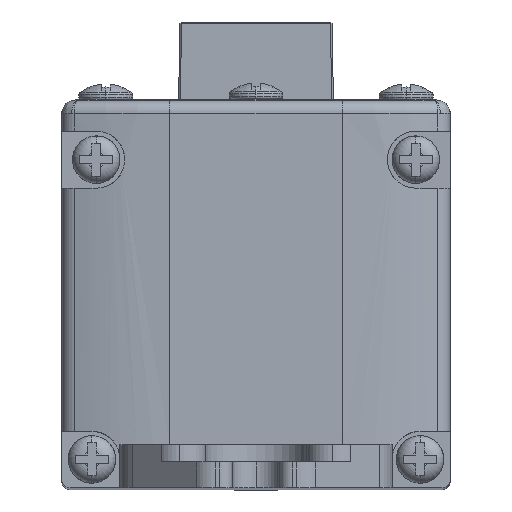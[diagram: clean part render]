
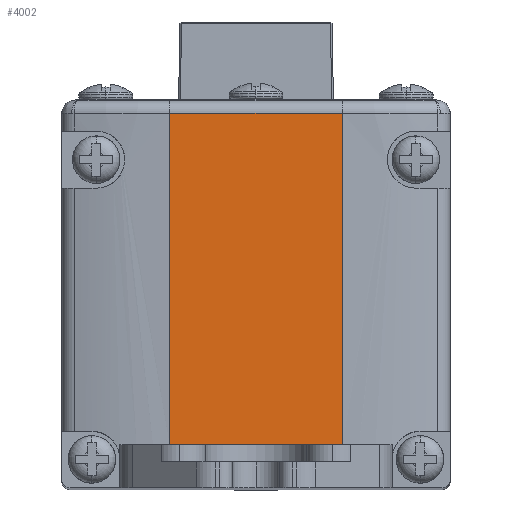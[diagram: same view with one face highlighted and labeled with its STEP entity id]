
A CAD part, top view. The second image highlights one B-rep face of the part: STEP entity #4002.
In plain terms, the highlighted planar face has unit normal (0, 0, 1).
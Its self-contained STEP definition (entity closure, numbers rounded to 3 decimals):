
#6 = VECTOR ( 'NONE', #14154, 1000. ) ;
#88 = AXIS2_PLACEMENT_3D ( 'NONE', #14854, #14870, #14871 ) ;
#2522 = VECTOR ( 'NONE', #14138, 1000. ) ;
#2527 = VECTOR ( 'NONE', #14141, 1000. ) ;
#2557 = EDGE_CURVE ( 'NONE', #5210, #5252, #14136, .T. ) ;
#2558 = EDGE_CURVE ( 'NONE', #5210, #5213, #14139, .T. ) ;
#2562 = EDGE_CURVE ( 'NONE', #5213, #5255, #14148, .T. ) ;
#4002 = ADVANCED_FACE ( 'NONE', ( #14855 ), #14867, .T. ) ;
#4071 = ORIENTED_EDGE ( 'NONE', *, *, #2557, .F. ) ;
#4072 = ORIENTED_EDGE ( 'NONE', *, *, #2558, .T. ) ;
#4073 = ORIENTED_EDGE ( 'NONE', *, *, #2562, .T. ) ;
#4074 = ORIENTED_EDGE ( 'NONE', *, *, #5785, .T. ) ;
#4993 = EDGE_LOOP ( 'NONE', ( #4071, #4072, #4073, #4074 ) ) ;
#5210 = VERTEX_POINT ( 'NONE', #15269 ) ;
#5213 = VERTEX_POINT ( 'NONE', #15272 ) ;
#5252 = VERTEX_POINT ( 'NONE', #15311 ) ;
#5255 = VERTEX_POINT ( 'NONE', #15314 ) ;
#5785 = EDGE_CURVE ( 'NONE', #5255, #5252, #15642, .T. ) ;
#9385 = VECTOR ( 'NONE', #15644, 1000. ) ;
#14136 = LINE ( 'NONE', #14137, #2522 ) ;
#14137 = CARTESIAN_POINT ( 'NONE',  ( -10., 0., 63. ) ) ;
#14138 = DIRECTION ( 'NONE',  ( 0., 1., 0. ) ) ;
#14139 = LINE ( 'NONE', #14140, #2527 ) ;
#14140 = CARTESIAN_POINT ( 'NONE',  ( 22.5, 5., 63. ) ) ;
#14141 = DIRECTION ( 'NONE',  ( 1., 0., 0. ) ) ;
#14148 = LINE ( 'NONE', #14153, #6 ) ;
#14153 = CARTESIAN_POINT ( 'NONE',  ( 10., 0., 63. ) ) ;
#14154 = DIRECTION ( 'NONE',  ( 0., 1., 0. ) ) ;
#14854 = CARTESIAN_POINT ( 'NONE',  ( 22.5, 45., 63. ) ) ;
#14855 = FACE_OUTER_BOUND ( 'NONE', #4993, .T. ) ;
#14867 = PLANE ( 'NONE',  #88 ) ;
#14870 = DIRECTION ( 'NONE',  ( 0., 0., 1. ) ) ;
#14871 = DIRECTION ( 'NONE',  ( 1., 0., 0. ) ) ;
#15269 = CARTESIAN_POINT ( 'NONE',  ( -10., 5., 63. ) ) ;
#15272 = CARTESIAN_POINT ( 'NONE',  ( 10., 5., 63. ) ) ;
#15311 = CARTESIAN_POINT ( 'NONE',  ( -10., 43.349, 63. ) ) ;
#15314 = CARTESIAN_POINT ( 'NONE',  ( 10., 43.349, 63. ) ) ;
#15642 = LINE ( 'NONE', #15643, #9385 ) ;
#15643 = CARTESIAN_POINT ( 'NONE',  ( 22.5, 43.349, 63. ) ) ;
#15644 = DIRECTION ( 'NONE',  ( -1., 0., 0. ) ) ;
